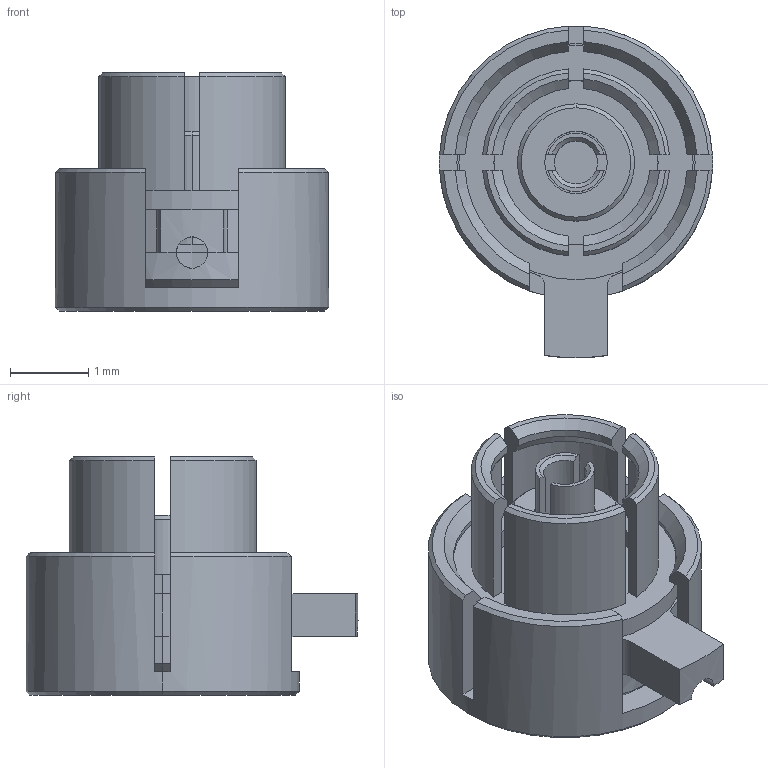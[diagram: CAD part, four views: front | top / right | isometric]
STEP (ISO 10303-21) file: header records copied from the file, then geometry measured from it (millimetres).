
FILE_DESCRIPTION (( 'STEP AP214' ), '1' );
FILE_NAME ('49-108-B3-KA.STEP', '2024-09-06T09:06:11', ( '' ), ( '' ), 'SwSTEP 2.0', 'SolidWorks 2024', '' );
FILE_SCHEMA (( 'AUTOMOTIVE_DESIGN' ));
Length unit declared in the file: millimetre
Products named in the file (1): 49-108-B3-KA
Bounding box: 3.5 x 4.25 x 3.05 mm (x, y, z)
Surface area: 94.6 mm2 (no closed solid volume)
Topology: 0 solids, 5 shells, 101 faces, 316 edges, 216 vertices
Faces by surface type: plane 39, cylinder 34, cone 28
Entity records: 3756 total; most frequent: CARTESIAN_POINT 960, DIRECTION 582, ORIENTED_EDGE 574, EDGE_CURVE 316, AXIS2_PLACEMENT_3D 222, VERTEX_POINT 216, LINE 138, VECTOR 138
